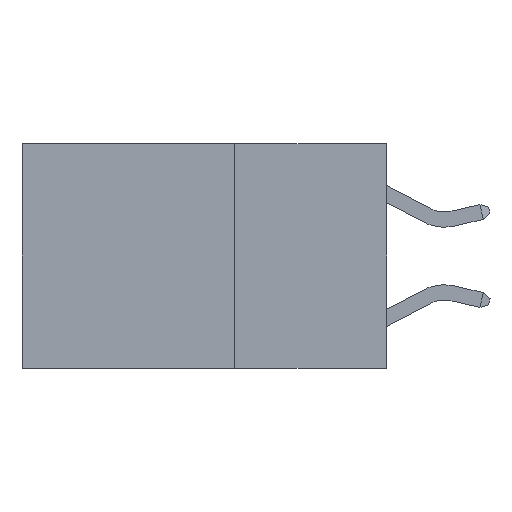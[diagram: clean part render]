
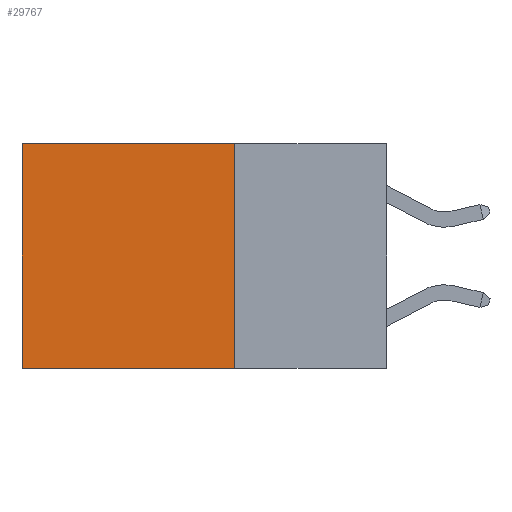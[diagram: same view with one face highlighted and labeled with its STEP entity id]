
A CAD part, left-side view. The second image highlights one B-rep face of the part: STEP entity #29767.
In plain terms, the highlighted planar face has unit normal (-1, 0, 0).
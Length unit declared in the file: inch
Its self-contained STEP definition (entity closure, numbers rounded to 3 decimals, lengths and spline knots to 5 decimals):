
#474 = CARTESIAN_POINT ( 'NONE',  ( 0.2625, 0.25, 0. ) ) ;
#2691 = FACE_OUTER_BOUND ( 'NONE', #3398, .T. ) ;
#2750 = LINE ( 'NONE', #22274, #27442 ) ;
#3206 = DIRECTION ( 'NONE',  ( 0., 0., -1. ) ) ;
#3398 = EDGE_LOOP ( 'NONE', ( #24712, #15579, #3943, #5771 ) ) ;
#3618 = CARTESIAN_POINT ( 'NONE',  ( 0.2625, 0.25, 0. ) ) ;
#3943 = ORIENTED_EDGE ( 'NONE', *, *, #12239, .F. ) ;
#5771 = ORIENTED_EDGE ( 'NONE', *, *, #13609, .T. ) ;
#7250 = VERTEX_POINT ( 'NONE', #21874 ) ;
#7691 = DIRECTION ( 'NONE',  ( 0., 0., -1. ) ) ;
#7779 = EDGE_CURVE ( 'NONE', #16926, #20364, #11134, .T. ) ;
#7901 = CARTESIAN_POINT ( 'NONE',  ( 0.2625, 0.6, 0. ) ) ;
#8430 = CARTESIAN_POINT ( 'NONE',  ( 0.2625, 0.25, -0.37 ) ) ;
#8669 = LINE ( 'NONE', #474, #14228 ) ;
#11134 = LINE ( 'NONE', #7901, #29490 ) ;
#11239 = CARTESIAN_POINT ( 'NONE',  ( 0.2625, 0.25, 0. ) ) ;
#12239 = EDGE_CURVE ( 'NONE', #14304, #7250, #8669, .T. ) ;
#13101 = DIRECTION ( 'NONE',  ( 0., 1., 0. ) ) ;
#13609 = EDGE_CURVE ( 'NONE', #14304, #16926, #2750, .T. ) ;
#13638 = DIRECTION ( 'NONE',  ( 1., 0., 0. ) ) ;
#14228 = VECTOR ( 'NONE', #7691, 39.37008 ) ;
#14304 = VERTEX_POINT ( 'NONE', #3618 ) ;
#15579 = ORIENTED_EDGE ( 'NONE', *, *, #29222, .F. ) ;
#16925 = CARTESIAN_POINT ( 'NONE',  ( 0.2625, 0.6, -0.37 ) ) ;
#16926 = VERTEX_POINT ( 'NONE', #29708 ) ;
#20364 = VERTEX_POINT ( 'NONE', #16925 ) ;
#21874 = CARTESIAN_POINT ( 'NONE',  ( 0.2625, 0.25, -0.37 ) ) ;
#22274 = CARTESIAN_POINT ( 'NONE',  ( 0.2625, 0.25, 0. ) ) ;
#24060 = VECTOR ( 'NONE', #13101, 39.37008 ) ;
#24712 = ORIENTED_EDGE ( 'NONE', *, *, #7779, .T. ) ;
#24804 = LINE ( 'NONE', #8430, #24060 ) ;
#25596 = PLANE ( 'NONE',  #30571 ) ;
#27075 = DIRECTION ( 'NONE',  ( 0., 1., 0. ) ) ;
#27442 = VECTOR ( 'NONE', #27075, 39.37008 ) ;
#29222 = EDGE_CURVE ( 'NONE', #7250, #20364, #24804, .T. ) ;
#29490 = VECTOR ( 'NONE', #3206, 39.37008 ) ;
#29708 = CARTESIAN_POINT ( 'NONE',  ( 0.2625, 0.6, 0. ) ) ;
#29767 = ADVANCED_FACE ( 'NONE', ( #2691 ), #25596, .F. ) ;
#30376 = DIRECTION ( 'NONE',  ( 0., 0., -1. ) ) ;
#30571 = AXIS2_PLACEMENT_3D ( 'NONE', #11239, #13638, #30376 ) ;
